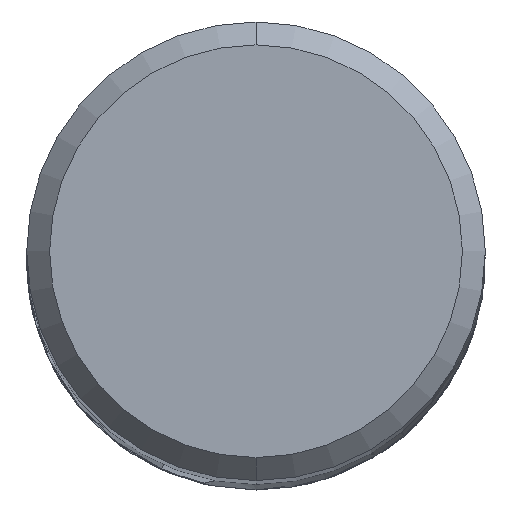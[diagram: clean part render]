
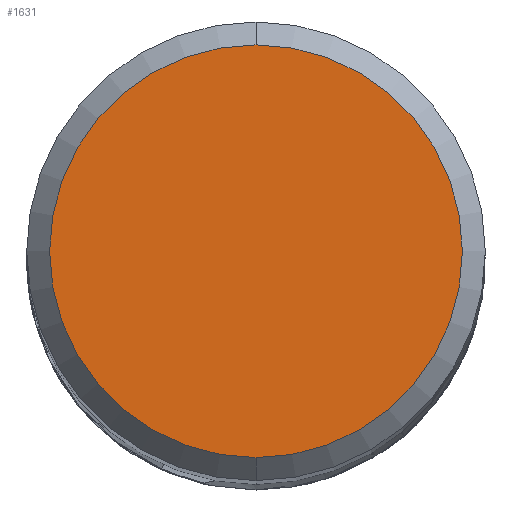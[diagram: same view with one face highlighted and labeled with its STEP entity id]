
A CAD part, top view. The second image highlights one B-rep face of the part: STEP entity #1631.
In plain terms, the highlighted planar face has unit normal (0, 0, 1).
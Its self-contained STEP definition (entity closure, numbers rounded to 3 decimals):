
#631=VERTEX_POINT('',#1782);
#1175=VERTEX_POINT('',#2375);
#1453=EDGE_CURVE('',#631,#1175,#2684,.T.);
#1631=ADVANCED_FACE('',(#2874),#2875,.T.);
#1669=EDGE_CURVE('',#1175,#631,#2916,.T.);
#1782=CARTESIAN_POINT('',(0.0,3.6,0.0));
#2375=CARTESIAN_POINT('',(0.,-3.6,0.0));
#2684=CIRCLE('',#10394,3.6);
#2874=FACE_OUTER_BOUND('',#12228,.T.);
#2875=PLANE('',#12229);
#2916=CIRCLE('',#12987,3.6);
#10394=AXIS2_PLACEMENT_3D('',#14689,#14690,#14691);
#12228=EDGE_LOOP('',(#14866,#14867));
#12229=AXIS2_PLACEMENT_3D('',#14868,#14869,#14870);
#12987=AXIS2_PLACEMENT_3D('',#14907,#14908,#14909);
#14689=CARTESIAN_POINT('',(0.0,0.0,0.0));
#14690=DIRECTION('',(0.0,0.0,-1.0));
#14691=DIRECTION('',(0.0,1.0,0.0));
#14866=ORIENTED_EDGE('',*,*,#1453,.F.);
#14867=ORIENTED_EDGE('',*,*,#1669,.F.);
#14868=CARTESIAN_POINT('',(0.0,1.8,0.0));
#14869=DIRECTION('',(-0.0,0.0,1.0));
#14870=DIRECTION('',(0.0,-1.0,0.0));
#14907=CARTESIAN_POINT('',(0.0,0.0,0.0));
#14908=DIRECTION('',(0.0,0.0,-1.0));
#14909=DIRECTION('',(0.0,1.0,0.0));
